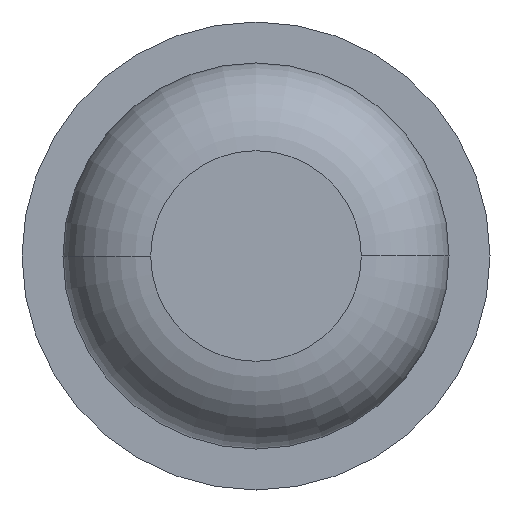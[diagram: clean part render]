
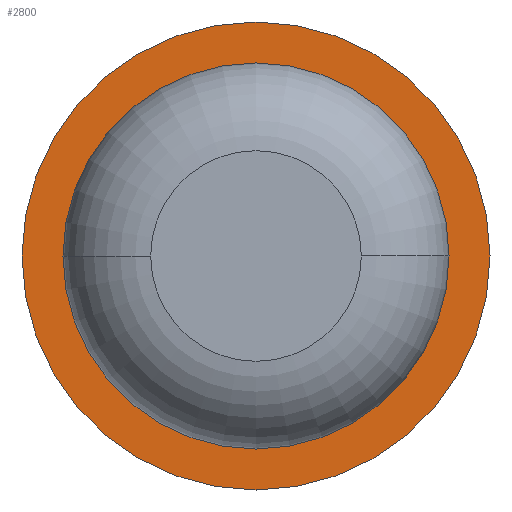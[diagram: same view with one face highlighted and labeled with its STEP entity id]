
A CAD part, front view. The second image highlights one B-rep face of the part: STEP entity #2800.
In plain terms, the highlighted planar face has unit normal (0, -1, 0).
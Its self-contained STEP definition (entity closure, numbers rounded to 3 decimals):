
#133 = CARTESIAN_POINT ( 'NONE',  ( 0., -6., 0. ) ) ;
#140 = DIRECTION ( 'NONE',  ( -1., 0., 0. ) ) ;
#146 = CARTESIAN_POINT ( 'NONE',  ( 0., -6., 0. ) ) ;
#223 = VERTEX_POINT ( 'NONE', #3277 ) ;
#224 = ORIENTED_EDGE ( 'NONE', *, *, #556, .F. ) ;
#469 = PLANE ( 'NONE',  #3589 ) ;
#471 = DIRECTION ( 'NONE',  ( 0., 1., 0. ) ) ;
#556 = EDGE_CURVE ( 'Defeature ausgef�hrt2_11+Defeature ausgef�hrt2_10+Defeature ausgef�hrt2_10+Defeature ausgef�hrt2_10', #1064, #3264, #1838, .T. ) ;
#615 = FACE_BOUND ( 'NONE', #1364, .T. ) ;
#627 = CARTESIAN_POINT ( 'NONE',  ( -1., -6., 0. ) ) ;
#629 = DIRECTION ( 'NONE',  ( 0., 1., 0. ) ) ;
#832 = ORIENTED_EDGE ( 'NONE', *, *, #1427, .F. ) ;
#835 = DIRECTION ( 'NONE',  ( -1., 0., 0. ) ) ;
#906 = CARTESIAN_POINT ( 'NONE',  ( -0.825, -6., 0. ) ) ;
#952 = CIRCLE ( 'NONE', #2580, 0.825 ) ;
#1007 = DIRECTION ( 'NONE',  ( -1., 0., 0. ) ) ;
#1020 = DIRECTION ( 'NONE',  ( -1., 0., 0. ) ) ;
#1031 = DIRECTION ( 'NONE',  ( 0., 1., 0. ) ) ;
#1064 = VERTEX_POINT ( 'NONE', #3246 ) ;
#1072 = DIRECTION ( 'NONE',  ( 0., 1., 0. ) ) ;
#1121 = VERTEX_POINT ( 'NONE', #906 ) ;
#1296 = AXIS2_PLACEMENT_3D ( 'NONE', #133, #1031, #1007 ) ;
#1364 = EDGE_LOOP ( 'NONE', ( #1948, #2928 ) ) ;
#1427 = EDGE_CURVE ( 'Defeature ausgef�hrt2_11+Defeature ausgef�hrt2_10+Defeature ausgef�hrt2_10+Defeature ausgef�hrt2_10', #3264, #1064, #2537, .T. ) ;
#1662 = CARTESIAN_POINT ( 'NONE',  ( 0.825, -6., 0. ) ) ;
#1714 = CARTESIAN_POINT ( 'NONE',  ( 0., -6., 0. ) ) ;
#1838 = CIRCLE ( 'NONE', #2394, 1. ) ;
#1948 = ORIENTED_EDGE ( 'NONE', *, *, #3801, .T. ) ;
#2236 = DIRECTION ( 'NONE',  ( -1., 0., 0. ) ) ;
#2267 = CARTESIAN_POINT ( 'NONE',  ( 0., -6., 0. ) ) ;
#2356 = EDGE_LOOP ( 'NONE', ( #832, #224 ) ) ;
#2394 = AXIS2_PLACEMENT_3D ( 'NONE', #1714, #629, #835 ) ;
#2519 = DIRECTION ( 'NONE',  ( 0., 1., 0. ) ) ;
#2530 = CIRCLE ( 'NONE', #1296, 0.825 ) ;
#2537 = CIRCLE ( 'NONE', #3617, 1. ) ;
#2580 = AXIS2_PLACEMENT_3D ( 'NONE', #146, #2519, #1020 ) ;
#2622 = EDGE_CURVE ( 'Defeature ausgef�hrt2_10+Defeature ausgef�hrt2_5+Defeature ausgef�hrt2_5+Defeature ausgef�hrt2_5', #223, #1121, #952, .T. ) ;
#2800 = ADVANCED_FACE ( 'Defeature ausgef�hrt2_10', ( #3287, #615 ), #469, .F. ) ;
#2928 = ORIENTED_EDGE ( 'NONE', *, *, #2622, .T. ) ;
#3246 = CARTESIAN_POINT ( 'NONE',  ( 1., -6., 0. ) ) ;
#3264 = VERTEX_POINT ( 'NONE', #627 ) ;
#3277 = CARTESIAN_POINT ( 'NONE',  ( 0.825, -6., 0. ) ) ;
#3287 = FACE_OUTER_BOUND ( 'NONE', #2356, .T. ) ;
#3589 = AXIS2_PLACEMENT_3D ( 'NONE', #1662, #1072, #2236 ) ;
#3617 = AXIS2_PLACEMENT_3D ( 'NONE', #2267, #471, #140 ) ;
#3801 = EDGE_CURVE ( 'Defeature ausgef�hrt2_10+Defeature ausgef�hrt2_5+Defeature ausgef�hrt2_5+Defeature ausgef�hrt2_5', #1121, #223, #2530, .T. ) ;
